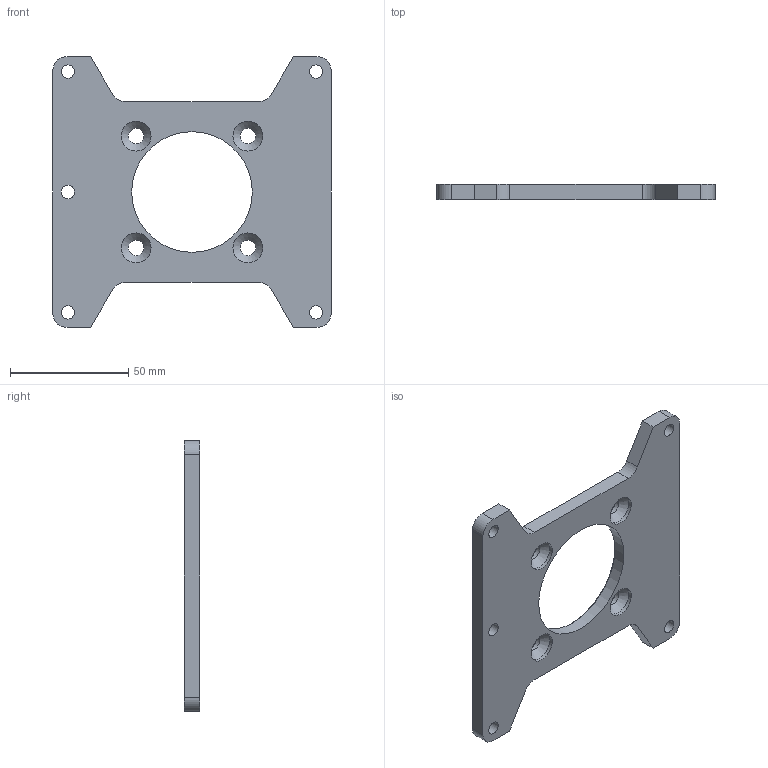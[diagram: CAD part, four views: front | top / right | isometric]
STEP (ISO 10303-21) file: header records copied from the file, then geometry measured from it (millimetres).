
FILE_DESCRIPTION(/* description */ ('ADAPTOR PLATE, AC231'),/* implementation_level */ '2;1');
FILE_NAME(/* name */ 'H BRACKET AC231.stp',/* time_stamp */ '2018-12-13T13:48:30-05:00',/* author */ ('sboulais'),/* organization */ (''),/* preprocessor_version */ 'ST-DEVELOPER v16.13',/* originating_system */ 'Autodesk Inventor 2018',/* authorisation */ '');
FILE_SCHEMA (('AUTOMOTIVE_DESIGN { 1 0 10303 214 3 1 1 }'));
Length unit declared in the file: millimetre
Products named in the file (1): 190-132-0017
Bounding box: 117.48 x 6.35 x 114.3 mm (x, y, z)
Volume: 51419.1 mm3; surface area: 21705.9 mm2
Topology: 1 solids, 1 shells, 41 faces, 109 edges, 70 vertices
Faces by surface type: cylinder 22, plane 14, cone 5
Full cylindrical faces by diameter (mm): 5.613 x5, 6.6 x4, 12.6 x4, 50.887 x1
Entity records: 1259 total; most frequent: DIRECTION 218, CARTESIAN_POINT 200, ORIENTED_EDGE 178, EDGE_CURVE 89, AXIS2_PLACEMENT_3D 87, EDGE_LOOP 80, VERTEX_POINT 69, CIRCLE 45
